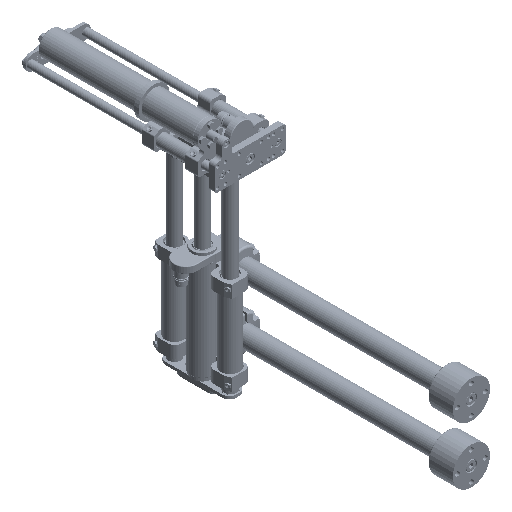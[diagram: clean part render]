
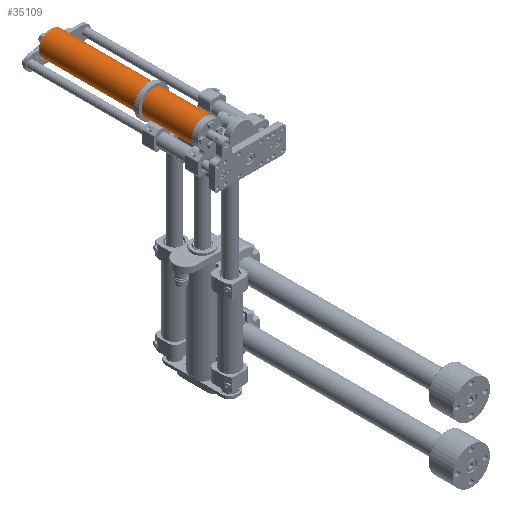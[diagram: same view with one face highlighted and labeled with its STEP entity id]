
A CAD part, isometric view. The second image highlights one B-rep face of the part: STEP entity #35109.
In plain terms, the highlighted cylindrical face has radius 20 mm (diameter 40 mm), a full revolution.
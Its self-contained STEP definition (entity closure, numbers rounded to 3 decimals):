
#452 = DIRECTION ( 'NONE',  ( 0., 0., -1. ) ) ;
#1704 = CARTESIAN_POINT ( 'NONE',  ( 0., 248., 0. ) ) ;
#4097 = EDGE_LOOP ( 'NONE', ( #95823 ) ) ;
#7367 = CARTESIAN_POINT ( 'NONE',  ( 0., -0.6, 0. ) ) ;
#8225 = CARTESIAN_POINT ( 'NONE',  ( 0., 2., 0. ) ) ;
#10111 = CIRCLE ( 'NONE', #77977, 20. ) ;
#19484 = EDGE_CURVE ( 'NONE', #32901, #32901, #63184, .T. ) ;
#20131 = EDGE_CURVE ( 'NONE', #60738, #60738, #10111, .T. ) ;
#22424 = DIRECTION ( 'NONE',  ( 0., 0., -1. ) ) ;
#30295 = FACE_OUTER_BOUND ( 'NONE', #74280, .T. ) ;
#31809 = AXIS2_PLACEMENT_3D ( 'NONE', #1704, #89355, #57704 ) ;
#32901 = VERTEX_POINT ( 'NONE', #96539 ) ;
#35109 = ADVANCED_FACE ( 'NONE', ( #101245, #30295 ), #60825, .T. ) ;
#39916 = DIRECTION ( 'NONE',  ( 0., -1., 0. ) ) ;
#44791 = DIRECTION ( 'NONE',  ( 0., -1., 0. ) ) ;
#57704 = DIRECTION ( 'NONE',  ( 0., 0., -1. ) ) ;
#60738 = VERTEX_POINT ( 'NONE', #90306 ) ;
#60825 = CYLINDRICAL_SURFACE ( 'NONE', #101994, 20. ) ;
#63184 = CIRCLE ( 'NONE', #31809, 20. ) ;
#74280 = EDGE_LOOP ( 'NONE', ( #99113 ) ) ;
#77977 = AXIS2_PLACEMENT_3D ( 'NONE', #8225, #39916, #452 ) ;
#89355 = DIRECTION ( 'NONE',  ( 0., -1., 0. ) ) ;
#90306 = CARTESIAN_POINT ( 'NONE',  ( 0., 2., -20. ) ) ;
#95823 = ORIENTED_EDGE ( 'NONE', *, *, #19484, .T. ) ;
#96539 = CARTESIAN_POINT ( 'NONE',  ( 0., 248., -20. ) ) ;
#99113 = ORIENTED_EDGE ( 'NONE', *, *, #20131, .F. ) ;
#101245 = FACE_OUTER_BOUND ( 'NONE', #4097, .T. ) ;
#101994 = AXIS2_PLACEMENT_3D ( 'NONE', #7367, #44791, #22424 ) ;
